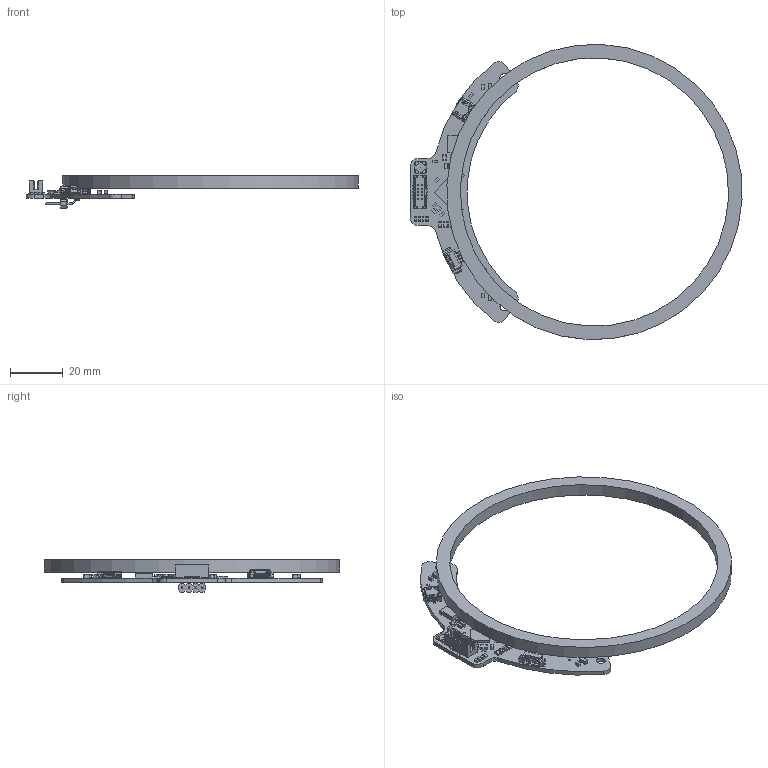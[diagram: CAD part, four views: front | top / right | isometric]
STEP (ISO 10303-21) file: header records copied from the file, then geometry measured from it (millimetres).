
FILE_DESCRIPTION(/* description */ ('Open CASCADE Model'),/* implementation_level */ '2;1');
FILE_NAME(/* name */ 'lamprey2_4in.step',/* time_stamp */ '2022-07-11T12:56:22-04:00',/* author */ ('antho'),/* organization */ ('Open CASCADE'),/* preprocessor_version */ 'ST-DEVELOPER v18',/* originating_system */ 'Autodesk Inventor 2020',/* authorisation */ 'Unknown');
FILE_SCHEMA (('AUTOMOTIVE_DESIGN { 1 0 10303 214 3 1 1 }'));
Length unit declared in the file: inch
Products named in the file (89): lamprey2_4in; Board; Open CASCADE STEP translator 6.8 1.1.1; J1; 10118192C; R5; U2; 6329058032; Extruded_1; Y1; 6329059152; Extruded_2; 6329058992; Extruded_3; U5; 6329057872; Extruded_4; U4_B; U4_A; 6329055312; Extruded_5; U3; 6329059312; Extruded_6; U1; 6329052992; Extruded_7; S1; TL3315NFxxxQ; R9; R8; R7; R6; R4; 6329054112; Extruded_11; R3; R2; R1; J4 ...
Assembly tree (134 placements, depth 4):
  lamprey2_4in
    Board
      Open CASCADE STEP translator 6.8 1.1.1
    J1
      10118192C
    R5
      6329058352
        Extruded
    U2
      6329058032
        Extruded_1
    Y1
      6329059152
        Extruded_2
      6329058992  x2
        Extruded_3
    U5
      6329057872
        Extruded_4
    U4_B
      6329055312
        Extruded_5
    U4_A
      6329055312
        Extruded_5
    U3
      6329059312
        Extruded_6
    U1
      6329052992
        Extruded_7
    S1
      TL3315NFxxxQ
    R9
      6329057632  x2
        Extruded_8
      6329057392
        Extruded_9
    R8
      6329057632  x2
        Extruded_8
      6329057392
        Extruded_9
    R7
      6329056272
        Extruded_10
    R6
      6329056272
        Extruded_10
    R4
      6329054112
        Extruded_11
    R3
      6329057632  x2
        Extruded_8
      6329057392
        Extruded_9
    R2
      6329057632  x2
        Extruded_8
Bounding box: 125.72 x 111.75 x 12.43 mm (x, y, z)
Volume: 11321.5 mm3; surface area: 12313.6 mm2
Topology: 74 solids, 704 shells, 1883 faces, 6546 edges, 5456 vertices
Faces by surface type: plane 1518, bspline 252, cylinder 102, sphere 6, torus 4, cone 1
Full cylindrical faces by diameter (mm): 0.508 x4, 0.888 x3, 3.302 x2, 101.6 x1, 111.887 x1
Entity records: 71384 total; most frequent: CARTESIAN_POINT 20454, DIRECTION 9642, ORIENTED_EDGE 7956, EDGE_CURVE 5736, VERTEX_POINT 4944, LINE 4462, VECTOR 4462, AXIS2_PLACEMENT_3D 2590
